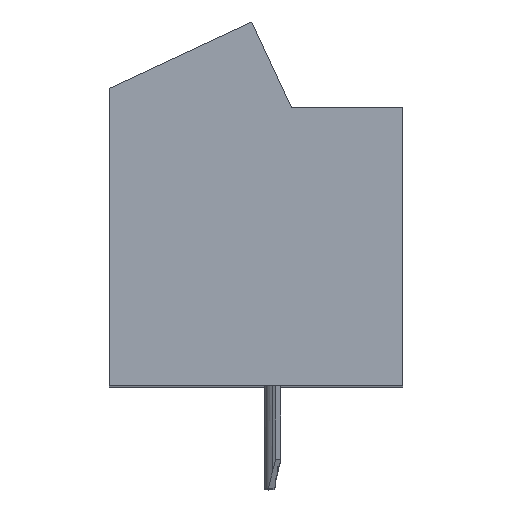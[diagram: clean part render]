
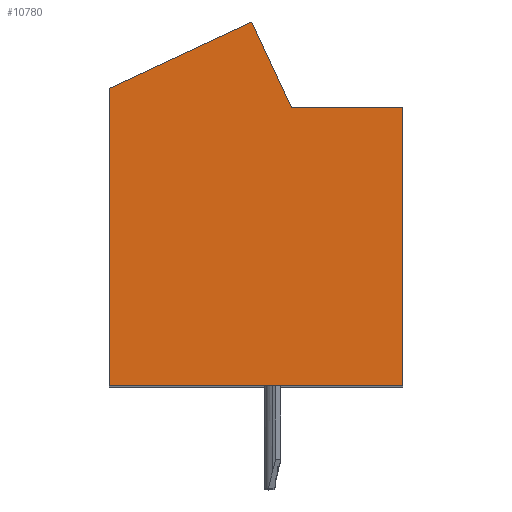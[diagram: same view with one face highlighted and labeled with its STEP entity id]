
A CAD part, top view. The second image highlights one B-rep face of the part: STEP entity #10780.
In plain terms, the highlighted planar face has unit normal (0, 0, 1).
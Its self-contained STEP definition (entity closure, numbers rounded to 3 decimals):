
#3841=DIRECTION('',(-1.,0.,0.));
#3842=VECTOR('',#3841,3.79);
#3843=CARTESIAN_POINT('',(5.002,3.3,29.75));
#3844=LINE('',#3843,#3842);
#3845=DIRECTION('',(0.,1.,0.));
#3846=VECTOR('',#3845,9.5);
#3847=CARTESIAN_POINT('',(5.002,-6.2,29.75));
#3848=LINE('',#3847,#3846);
#3849=DIRECTION('',(1.,0.,0.));
#3850=VECTOR('',#3849,10.);
#3851=CARTESIAN_POINT('',(-4.998,-6.2,29.75));
#3852=LINE('',#3851,#3850);
#3853=DIRECTION('',(0.,-1.,0.));
#3854=VECTOR('',#3853,10.135);
#3855=CARTESIAN_POINT('',(-4.998,3.935,29.75));
#3856=LINE('',#3855,#3854);
#3857=DIRECTION('',(-0.906,-0.423,0.));
#3858=VECTOR('',#3857,5.36);
#3859=CARTESIAN_POINT('',(-0.14,6.2,29.75));
#3860=LINE('',#3859,#3858);
#3861=DIRECTION('',(-0.423,0.906,0.));
#3862=VECTOR('',#3861,3.2);
#3863=CARTESIAN_POINT('',(1.212,3.3,29.75));
#3864=LINE('',#3863,#3862);
#4732=CARTESIAN_POINT('',(5.002,3.3,29.75));
#4733=CARTESIAN_POINT('',(1.212,3.3,29.75));
#4734=VERTEX_POINT('',#4732);
#4735=VERTEX_POINT('',#4733);
#4736=CARTESIAN_POINT('',(-0.14,6.2,29.75));
#4737=VERTEX_POINT('',#4736);
#4738=CARTESIAN_POINT('',(-4.998,3.935,29.75));
#4739=VERTEX_POINT('',#4738);
#4740=CARTESIAN_POINT('',(-4.998,-6.2,29.75));
#4741=VERTEX_POINT('',#4740);
#4742=CARTESIAN_POINT('',(5.002,-6.2,29.75));
#4743=VERTEX_POINT('',#4742);
#10767=CARTESIAN_POINT('',(0.,0.,29.75));
#10768=DIRECTION('',(0.,0.,1.));
#10769=DIRECTION('',(1.,0.,0.));
#10770=AXIS2_PLACEMENT_3D('',#10767,#10768,#10769);
#10771=PLANE('',#10770);
#10772=ORIENTED_EDGE('',*,*,#6065,.F.);
#10773=ORIENTED_EDGE('',*,*,#6080,.F.);
#10774=ORIENTED_EDGE('',*,*,#6094,.F.);
#10775=ORIENTED_EDGE('',*,*,#6273,.F.);
#10776=ORIENTED_EDGE('',*,*,#6898,.F.);
#10777=ORIENTED_EDGE('',*,*,#10761,.F.);
#10778=EDGE_LOOP('',(#10772,#10773,#10774,#10775,#10776,#10777));
#10779=FACE_OUTER_BOUND('',#10778,.F.);
#6065=EDGE_CURVE('',#4734,#4735,#3844,.T.);
#6080=EDGE_CURVE('',#4743,#4734,#3848,.T.);
#6094=EDGE_CURVE('',#4741,#4743,#3852,.T.);
#6273=EDGE_CURVE('',#4739,#4741,#3856,.T.);
#6898=EDGE_CURVE('',#4737,#4739,#3860,.T.);
#10761=EDGE_CURVE('',#4735,#4737,#3864,.T.);
#10780=ADVANCED_FACE('',(#10779),#10771,.T.);
